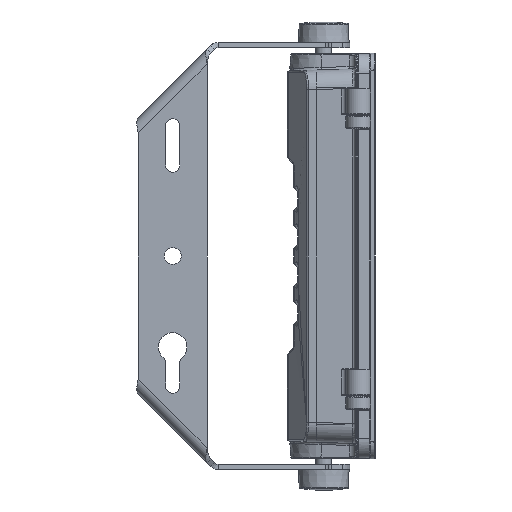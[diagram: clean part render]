
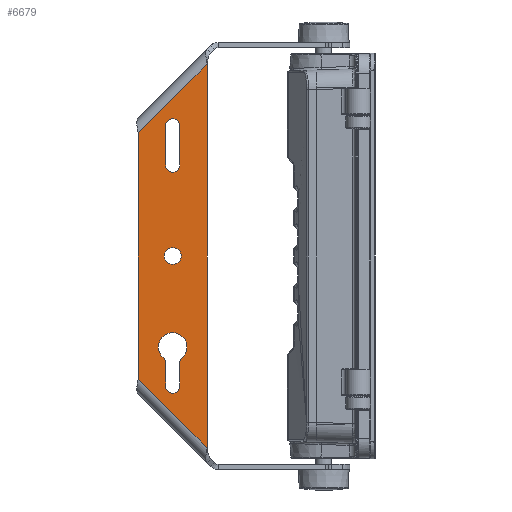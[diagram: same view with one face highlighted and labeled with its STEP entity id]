
A CAD part, front view. The second image highlights one B-rep face of the part: STEP entity #6679.
In plain terms, the highlighted planar face has unit normal (0, -1, 0).
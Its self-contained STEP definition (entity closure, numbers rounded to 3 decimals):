
#250 = ORIENTED_EDGE ( 'NONE', *, *, #657, .F. ) ;
#657 = EDGE_CURVE ( 'NONE', #1884, #36779, #73656, .T. ) ;
#1521 = FACE_BOUND ( 'NONE', #12241, .T. ) ;
#1884 = VERTEX_POINT ( 'NONE', #5482 ) ;
#2985 = CARTESIAN_POINT ( 'NONE',  ( -82.073, 0., 10.5 ) ) ;
#4200 = CIRCLE ( 'NONE', #37985, 6.5 ) ;
#4570 = CARTESIAN_POINT ( 'NONE',  ( 94.707, 0., 26.5 ) ) ;
#5033 = DIRECTION ( 'NONE',  ( 0., 0., 1. ) ) ;
#5365 = LINE ( 'NONE', #40648, #13407 ) ;
#5482 = CARTESIAN_POINT ( 'NONE',  ( -78.3, 0., -7.219 ) ) ;
#5531 = EDGE_CURVE ( 'NONE', #54532, #69890, #62611, .T. ) ;
#5777 = ORIENTED_EDGE ( 'NONE', *, *, #57844, .F. ) ;
#5806 = DIRECTION ( 'NONE',  ( 0., -1., 0. ) ) ;
#6093 = AXIS2_PLACEMENT_3D ( 'NONE', #65439, #22424, #35717 ) ;
#6241 = DIRECTION ( 'NONE',  ( 0., -1., 0. ) ) ;
#6266 = VECTOR ( 'NONE', #68279, 1000. ) ;
#6679 = ADVANCED_FACE ( 'NONE', ( #1521, #48531, #37577, #66530 ), #59936, .T. ) ;
#6736 = VERTEX_POINT ( 'NONE', #25083 ) ;
#7316 = DIRECTION ( 'NONE',  ( -1., 0., 0. ) ) ;
#7686 = ORIENTED_EDGE ( 'NONE', *, *, #43136, .F. ) ;
#9750 = ORIENTED_EDGE ( 'NONE', *, *, #36742, .T. ) ;
#9858 = VECTOR ( 'NONE', #25507, 1000. ) ;
#10210 = CARTESIAN_POINT ( 'NONE',  ( 100., 0., 5.5 ) ) ;
#10687 = DIRECTION ( 'NONE',  ( 0., -1., 0. ) ) ;
#11458 = DIRECTION ( 'NONE',  ( 0., 0., 1. ) ) ;
#11762 = ORIENTED_EDGE ( 'NONE', *, *, #63224, .T. ) ;
#12079 = CARTESIAN_POINT ( 'NONE',  ( 147.707, 0., -26.5 ) ) ;
#12241 = EDGE_LOOP ( 'NONE', ( #50392, #7686, #37091, #11762, #250, #67467 ) ) ;
#13385 = VERTEX_POINT ( 'NONE', #14817 ) ;
#13406 = EDGE_LOOP ( 'NONE', ( #48538, #17822, #29612, #77269 ) ) ;
#13407 = VECTOR ( 'NONE', #64519, 1000. ) ;
#14571 = CIRCLE ( 'NONE', #45881, 6.5 ) ;
#14817 = CARTESIAN_POINT ( 'NONE',  ( -100., 0., 5.5 ) ) ;
#15723 = ORIENTED_EDGE ( 'NONE', *, *, #45507, .F. ) ;
#15741 = EDGE_CURVE ( 'NONE', #1884, #20029, #17074, .T. ) ;
#16608 = AXIS2_PLACEMENT_3D ( 'NONE', #59872, #5806, #5033 ) ;
#17074 = CIRCLE ( 'NONE', #49604, 5. ) ;
#17822 = ORIENTED_EDGE ( 'NONE', *, *, #36162, .T. ) ;
#17990 = DIRECTION ( 'NONE',  ( 0., -1., 0. ) ) ;
#18218 = AXIS2_PLACEMENT_3D ( 'NONE', #65088, #10687, #11458 ) ;
#18414 = CARTESIAN_POINT ( 'NONE',  ( -100., 0., 5.5 ) ) ;
#18565 = LINE ( 'NONE', #44003, #59663 ) ;
#18894 = VERTEX_POINT ( 'NONE', #63213 ) ;
#19017 = DIRECTION ( 'NONE',  ( 0., -1., 0. ) ) ;
#20029 = VERTEX_POINT ( 'NONE', #71937 ) ;
#20579 = LINE ( 'NONE', #44462, #6266 ) ;
#21009 = LINE ( 'NONE', #46438, #69668 ) ;
#21731 = DIRECTION ( 'NONE',  ( 1., 0., 0. ) ) ;
#22424 = DIRECTION ( 'NONE',  ( 0., -1., 0. ) ) ;
#24134 = CIRCLE ( 'NONE', #16608, 5.5 ) ;
#24144 = CIRCLE ( 'NONE', #59114, 5. ) ;
#24173 = DIRECTION ( 'NONE',  ( 0., -1., 0. ) ) ;
#24472 = DIRECTION ( 'NONE',  ( 1., 0., 0. ) ) ;
#25083 = CARTESIAN_POINT ( 'NONE',  ( -147.707, 0., -26.5 ) ) ;
#25320 = DIRECTION ( 'NONE',  ( 0.755, 0., 0.656 ) ) ;
#25507 = DIRECTION ( 'NONE',  ( 1., 0., 0. ) ) ;
#25602 = EDGE_CURVE ( 'NONE', #71024, #57556, #75738, .T. ) ;
#26926 = DIRECTION ( 'NONE',  ( -0.707, 0., -0.707 ) ) ;
#27228 = VERTEX_POINT ( 'NONE', #40447 ) ;
#27810 = VERTEX_POINT ( 'NONE', #56240 ) ;
#28567 = EDGE_LOOP ( 'NONE', ( #51235, #47502, #9750, #40568 ) ) ;
#29612 = ORIENTED_EDGE ( 'NONE', *, *, #42696, .F. ) ;
#30146 = CARTESIAN_POINT ( 'NONE',  ( 0., 0., 0. ) ) ;
#31753 = CARTESIAN_POINT ( 'NONE',  ( 84.707, 0., -26.5 ) ) ;
#32806 = CARTESIAN_POINT ( 'NONE',  ( -78.3, 0., 7.219 ) ) ;
#32889 = DIRECTION ( 'NONE',  ( -1., 0., 0. ) ) ;
#35717 = DIRECTION ( 'NONE',  ( -0.755, 0., -0.656 ) ) ;
#36162 = EDGE_CURVE ( 'NONE', #71024, #60439, #18565, .T. ) ;
#36346 = DIRECTION ( 'NONE',  ( 0., -1., 0. ) ) ;
#36475 = LINE ( 'NONE', #37242, #76421 ) ;
#36543 = AXIS2_PLACEMENT_3D ( 'NONE', #49142, #19017, #73816 ) ;
#36742 = EDGE_CURVE ( 'NONE', #69890, #6736, #21009, .T. ) ;
#36779 = VERTEX_POINT ( 'NONE', #32806 ) ;
#37091 = ORIENTED_EDGE ( 'NONE', *, *, #58623, .T. ) ;
#37242 = CARTESIAN_POINT ( 'NONE',  ( 100., 0., -5.5 ) ) ;
#37577 = FACE_BOUND ( 'NONE', #42779, .T. ) ;
#37985 = AXIS2_PLACEMENT_3D ( 'NONE', #49235, #36346, #7316 ) ;
#40447 = CARTESIAN_POINT ( 'NONE',  ( -82.073, 0., 5.5 ) ) ;
#40568 = ORIENTED_EDGE ( 'NONE', *, *, #44312, .T. ) ;
#40648 = CARTESIAN_POINT ( 'NONE',  ( -82.073, 0., -5.5 ) ) ;
#41104 = EDGE_CURVE ( 'NONE', #54532, #52235, #20579, .T. ) ;
#41461 = EDGE_CURVE ( 'NONE', #43636, #57556, #36475, .T. ) ;
#42696 = EDGE_CURVE ( 'NONE', #43636, #60439, #44043, .T. ) ;
#42779 = EDGE_LOOP ( 'NONE', ( #15723, #5777 ) ) ;
#43120 = CARTESIAN_POINT ( 'NONE',  ( 70., 0., -5.5 ) ) ;
#43136 = EDGE_CURVE ( 'NONE', #13385, #27810, #24134, .T. ) ;
#43636 = VERTEX_POINT ( 'NONE', #69664 ) ;
#44003 = CARTESIAN_POINT ( 'NONE',  ( 70., 0., 5.5 ) ) ;
#44043 = CIRCLE ( 'NONE', #36543, 5.5 ) ;
#44312 = EDGE_CURVE ( 'NONE', #6736, #52235, #75351, .T. ) ;
#44462 = CARTESIAN_POINT ( 'NONE',  ( 94.707, 0., 26.5 ) ) ;
#45507 = EDGE_CURVE ( 'NONE', #18894, #49211, #4200, .T. ) ;
#45881 = AXIS2_PLACEMENT_3D ( 'NONE', #30146, #17990, #52864 ) ;
#46438 = CARTESIAN_POINT ( 'NONE',  ( -94.707, 0., 26.5 ) ) ;
#47369 = CARTESIAN_POINT ( 'NONE',  ( 70., 0., 5.5 ) ) ;
#47502 = ORIENTED_EDGE ( 'NONE', *, *, #5531, .T. ) ;
#48531 = FACE_BOUND ( 'NONE', #13406, .T. ) ;
#48538 = ORIENTED_EDGE ( 'NONE', *, *, #25602, .F. ) ;
#49142 = CARTESIAN_POINT ( 'NONE',  ( 100., 0., 0. ) ) ;
#49150 = CARTESIAN_POINT ( 'NONE',  ( -82.073, 0., -10.5 ) ) ;
#49211 = VERTEX_POINT ( 'NONE', #68617 ) ;
#49235 = CARTESIAN_POINT ( 'NONE',  ( 0., 0., 0. ) ) ;
#49604 = AXIS2_PLACEMENT_3D ( 'NONE', #49150, #24173, #25320 ) ;
#50392 = ORIENTED_EDGE ( 'NONE', *, *, #58039, .T. ) ;
#51227 = CARTESIAN_POINT ( 'NONE',  ( 94.707, 0., 26.5 ) ) ;
#51235 = ORIENTED_EDGE ( 'NONE', *, *, #41104, .F. ) ;
#52235 = VERTEX_POINT ( 'NONE', #12079 ) ;
#52864 = DIRECTION ( 'NONE',  ( 1., 0., 0. ) ) ;
#54532 = VERTEX_POINT ( 'NONE', #4570 ) ;
#55350 = VECTOR ( 'NONE', #21731, 1000. ) ;
#56240 = CARTESIAN_POINT ( 'NONE',  ( -100., 0., -5.5 ) ) ;
#56488 = VECTOR ( 'NONE', #32889, 1000. ) ;
#57556 = VERTEX_POINT ( 'NONE', #43120 ) ;
#57844 = EDGE_CURVE ( 'NONE', #49211, #18894, #14571, .T. ) ;
#58039 = EDGE_CURVE ( 'NONE', #20029, #27810, #5365, .T. ) ;
#58623 = EDGE_CURVE ( 'NONE', #13385, #27228, #65419, .T. ) ;
#59114 = AXIS2_PLACEMENT_3D ( 'NONE', #2985, #74686, #63703 ) ;
#59663 = VECTOR ( 'NONE', #24472, 1000. ) ;
#59872 = CARTESIAN_POINT ( 'NONE',  ( -100., 0., 0. ) ) ;
#59936 = PLANE ( 'NONE',  #64123 ) ;
#60439 = VERTEX_POINT ( 'NONE', #10210 ) ;
#60722 = DIRECTION ( 'NONE',  ( -1., 0., 0. ) ) ;
#62611 = LINE ( 'NONE', #51227, #56488 ) ;
#63213 = CARTESIAN_POINT ( 'NONE',  ( -6.5, 0., 0. ) ) ;
#63224 = EDGE_CURVE ( 'NONE', #27228, #36779, #24144, .T. ) ;
#63703 = DIRECTION ( 'NONE',  ( 0., 0., -1. ) ) ;
#64123 = AXIS2_PLACEMENT_3D ( 'NONE', #31753, #6241, #60722 ) ;
#64519 = DIRECTION ( 'NONE',  ( -1., 0., 0. ) ) ;
#65088 = CARTESIAN_POINT ( 'NONE',  ( 70., 0., 0. ) ) ;
#65419 = LINE ( 'NONE', #18414, #9858 ) ;
#65439 = CARTESIAN_POINT ( 'NONE',  ( -70., 0., 0. ) ) ;
#66530 = FACE_OUTER_BOUND ( 'NONE', #28567, .T. ) ;
#67329 = DIRECTION ( 'NONE',  ( -1., 0., 0. ) ) ;
#67467 = ORIENTED_EDGE ( 'NONE', *, *, #15741, .T. ) ;
#68279 = DIRECTION ( 'NONE',  ( 0.707, 0., -0.707 ) ) ;
#68617 = CARTESIAN_POINT ( 'NONE',  ( 6.5, 0., 0. ) ) ;
#69664 = CARTESIAN_POINT ( 'NONE',  ( 100., 0., -5.5 ) ) ;
#69668 = VECTOR ( 'NONE', #26926, 1000. ) ;
#69836 = CARTESIAN_POINT ( 'NONE',  ( -147.707, 0., -26.5 ) ) ;
#69890 = VERTEX_POINT ( 'NONE', #70330 ) ;
#70330 = CARTESIAN_POINT ( 'NONE',  ( -94.707, 0., 26.5 ) ) ;
#71024 = VERTEX_POINT ( 'NONE', #47369 ) ;
#71937 = CARTESIAN_POINT ( 'NONE',  ( -82.073, 0., -5.5 ) ) ;
#73656 = CIRCLE ( 'NONE', #6093, 11. ) ;
#73816 = DIRECTION ( 'NONE',  ( 0., 0., -1. ) ) ;
#74686 = DIRECTION ( 'NONE',  ( 0., -1., 0. ) ) ;
#75351 = LINE ( 'NONE', #69836, #55350 ) ;
#75738 = CIRCLE ( 'NONE', #18218, 5.5 ) ;
#76421 = VECTOR ( 'NONE', #67329, 1000. ) ;
#77269 = ORIENTED_EDGE ( 'NONE', *, *, #41461, .T. ) ;
